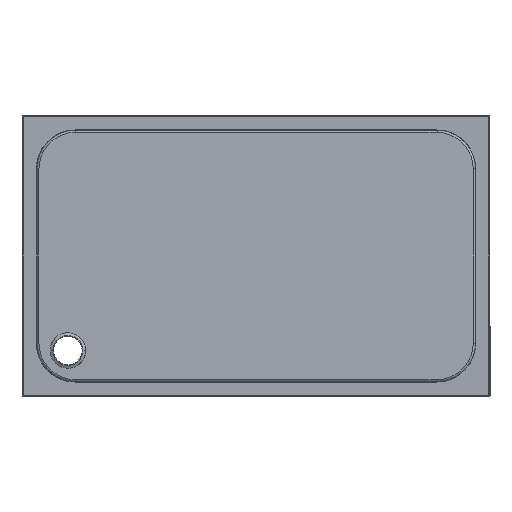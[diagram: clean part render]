
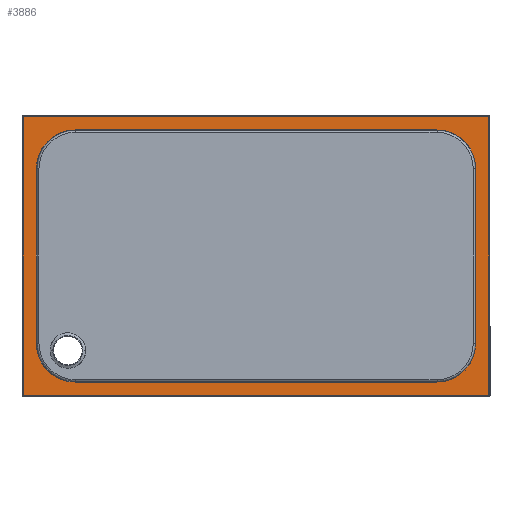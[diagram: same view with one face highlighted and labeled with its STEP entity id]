
A CAD part, front view. The second image highlights one B-rep face of the part: STEP entity #3886.
In plain terms, the highlighted planar face has unit normal (0, -1, 0).
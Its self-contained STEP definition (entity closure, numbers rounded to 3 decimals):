
#64 = VERTEX_POINT ( 'NONE', #2003 ) ;
#133 = CARTESIAN_POINT ( 'NONE',  ( -703.943, 46., -352.638 ) ) ;
#140 = CARTESIAN_POINT ( 'NONE',  ( 746., 46., 0. ) ) ;
#159 = CARTESIAN_POINT ( 'NONE',  ( 652.69, 46., -404. ) ) ;
#165 = LINE ( 'NONE', #3490, #1396 ) ;
#174 = VECTOR ( 'NONE', #2213, 1000. ) ;
#196 = DIRECTION ( 'NONE',  ( 0., 0., 1. ) ) ;
#333 = VECTOR ( 'NONE', #835, 1000. ) ;
#346 = AXIS2_PLACEMENT_3D ( 'NONE', #406, #4964, #843 ) ;
#357 = DIRECTION ( 'NONE',  ( 1., 0., 0. ) ) ;
#383 = ORIENTED_EDGE ( 'NONE', *, *, #2060, .F. ) ;
#391 = VERTEX_POINT ( 'NONE', #1445 ) ;
#402 =( BOUNDED_CURVE ( )  B_SPLINE_CURVE ( 3, ( #2227, #3506, #1469, #1854 ),
 .UNSPECIFIED., .F., .F. ) 
 B_SPLINE_CURVE_WITH_KNOTS ( ( 4, 4 ),
 ( 3.142, 4.712 ),
 .UNSPECIFIED. ) 
 CURVE ( )  GEOMETRIC_REPRESENTATION_ITEM ( )  RATIONAL_B_SPLINE_CURVE ( ( 1., 0.805, 0.805, 1. ) ) 
 REPRESENTATION_ITEM ( '' )  );
#406 = CARTESIAN_POINT ( 'NONE',  ( 0., 46., 0. ) ) ;
#536 = CARTESIAN_POINT ( 'NONE',  ( -703.943, 46., 280. ) ) ;
#575 =( BOUNDED_CURVE ( )  B_SPLINE_CURVE ( 3, ( #2530, #3810, #1250, #536 ),
 .UNSPECIFIED., .F., .F. ) 
 B_SPLINE_CURVE_WITH_KNOTS ( ( 4, 4 ),
 ( 4.712, 6.283 ),
 .UNSPECIFIED. ) 
 CURVE ( )  GEOMETRIC_REPRESENTATION_ITEM ( )  RATIONAL_B_SPLINE_CURVE ( ( 1., 0.805, 0.805, 1. ) ) 
 REPRESENTATION_ITEM ( '' )  );
#589 = EDGE_CURVE ( 'NONE', #1023, #1872, #165, .T. ) ;
#600 = CARTESIAN_POINT ( 'NONE',  ( -652.575, 46., -404. ) ) ;
#637 = CARTESIAN_POINT ( 'NONE',  ( -746., 46., 0. ) ) ;
#645 = ORIENTED_EDGE ( 'NONE', *, *, #1824, .F. ) ;
#770 = DIRECTION ( 'NONE',  ( -1., 0., 0. ) ) ;
#835 = DIRECTION ( 'NONE',  ( 1., 0., 0. ) ) ;
#843 = DIRECTION ( 'NONE',  ( 0., 0., 1. ) ) ;
#914 = CARTESIAN_POINT ( 'NONE',  ( 0., 46., 404. ) ) ;
#933 = LINE ( 'NONE', #3464, #3027 ) ;
#949 = ORIENTED_EDGE ( 'NONE', *, *, #1529, .F. ) ;
#975 = VERTEX_POINT ( 'NONE', #3780 ) ;
#1020 = EDGE_CURVE ( 'NONE', #64, #3021, #5064, .T. ) ;
#1023 = VERTEX_POINT ( 'NONE', #4240 ) ;
#1109 = VERTEX_POINT ( 'NONE', #3805 ) ;
#1147 = FACE_OUTER_BOUND ( 'NONE', #1508, .T. ) ;
#1150 = CARTESIAN_POINT ( 'NONE',  ( 0., 46., -404. ) ) ;
#1198 = FACE_BOUND ( 'NONE', #3057, .T. ) ;
#1221 = CARTESIAN_POINT ( 'NONE',  ( -579.93, 46., 404. ) ) ;
#1250 = CARTESIAN_POINT ( 'NONE',  ( -703.943, 46., 352.638 ) ) ;
#1251 = PLANE ( 'NONE',  #346 ) ;
#1291 = VECTOR ( 'NONE', #5107, 1000. ) ;
#1326 = EDGE_CURVE ( 'NONE', #3666, #391, #4511, .T. ) ;
#1396 = VECTOR ( 'NONE', #3979, 1000. ) ;
#1436 = ORIENTED_EDGE ( 'NONE', *, *, #1530, .F. ) ;
#1445 = CARTESIAN_POINT ( 'NONE',  ( 746., 46., 446. ) ) ;
#1469 = CARTESIAN_POINT ( 'NONE',  ( 652.69, 46., 404. ) ) ;
#1508 = EDGE_LOOP ( 'NONE', ( #2723, #645, #949, #2528 ) ) ;
#1529 = EDGE_CURVE ( 'NONE', #391, #1109, #3437, .T. ) ;
#1530 = EDGE_CURVE ( 'NONE', #975, #1756, #933, .T. ) ;
#1540 = CARTESIAN_POINT ( 'NONE',  ( 580.045, 46., -404. ) ) ;
#1756 = VERTEX_POINT ( 'NONE', #2488 ) ;
#1824 = EDGE_CURVE ( 'NONE', #1109, #4704, #2841, .T. ) ;
#1829 = CARTESIAN_POINT ( 'NONE',  ( 704.058, 46., -352.638 ) ) ;
#1851 = ORIENTED_EDGE ( 'NONE', *, *, #589, .F. ) ;
#1854 = CARTESIAN_POINT ( 'NONE',  ( 580.045, 46., 404. ) ) ;
#1872 = VERTEX_POINT ( 'NONE', #4685 ) ;
#1959 = EDGE_CURVE ( 'NONE', #1872, #4520, #5207, .T. ) ;
#2003 = CARTESIAN_POINT ( 'NONE',  ( 580.045, 46., 404. ) ) ;
#2060 = EDGE_CURVE ( 'NONE', #1756, #64, #402, .T. ) ;
#2120 = EDGE_CURVE ( 'NONE', #3288, #975, #5038, .T. ) ;
#2151 = CARTESIAN_POINT ( 'NONE',  ( -579.93, 46., -404. ) ) ;
#2213 = DIRECTION ( 'NONE',  ( -1., 0., 0. ) ) ;
#2227 = CARTESIAN_POINT ( 'NONE',  ( 704.058, 46., 280. ) ) ;
#2238 = VECTOR ( 'NONE', #770, 1000. ) ;
#2381 = ORIENTED_EDGE ( 'NONE', *, *, #2683, .F. ) ;
#2488 = CARTESIAN_POINT ( 'NONE',  ( 704.058, 46., 280. ) ) ;
#2528 = ORIENTED_EDGE ( 'NONE', *, *, #1326, .F. ) ;
#2530 = CARTESIAN_POINT ( 'NONE',  ( -579.93, 46., 404. ) ) ;
#2616 = ORIENTED_EDGE ( 'NONE', *, *, #1020, .F. ) ;
#2683 = EDGE_CURVE ( 'NONE', #3021, #1023, #575, .T. ) ;
#2723 = ORIENTED_EDGE ( 'NONE', *, *, #5119, .F. ) ;
#2747 = CARTESIAN_POINT ( 'NONE',  ( -703.943, 46., -280. ) ) ;
#2841 = LINE ( 'NONE', #4504, #2238 ) ;
#2905 = CARTESIAN_POINT ( 'NONE',  ( 0., 46., 446. ) ) ;
#3021 = VERTEX_POINT ( 'NONE', #1221 ) ;
#3027 = VECTOR ( 'NONE', #4615, 1000. ) ;
#3057 = EDGE_LOOP ( 'NONE', ( #1436, #3632, #3745, #3361, #1851, #2381, #2616, #383 ) ) ;
#3215 = CARTESIAN_POINT ( 'NONE',  ( -746., 46., -446. ) ) ;
#3288 = VERTEX_POINT ( 'NONE', #1540 ) ;
#3361 = ORIENTED_EDGE ( 'NONE', *, *, #1959, .F. ) ;
#3437 = LINE ( 'NONE', #140, #1291 ) ;
#3464 = CARTESIAN_POINT ( 'NONE',  ( 704.058, 46., 0. ) ) ;
#3490 = CARTESIAN_POINT ( 'NONE',  ( -703.943, 46., 0. ) ) ;
#3506 = CARTESIAN_POINT ( 'NONE',  ( 704.058, 46., 352.638 ) ) ;
#3632 = ORIENTED_EDGE ( 'NONE', *, *, #2120, .F. ) ;
#3666 = VERTEX_POINT ( 'NONE', #4439 ) ;
#3745 = ORIENTED_EDGE ( 'NONE', *, *, #4621, .F. ) ;
#3780 = CARTESIAN_POINT ( 'NONE',  ( 704.058, 46., -280. ) ) ;
#3805 = CARTESIAN_POINT ( 'NONE',  ( 746., 46., -446. ) ) ;
#3810 = CARTESIAN_POINT ( 'NONE',  ( -652.575, 46., 404. ) ) ;
#3886 = ADVANCED_FACE ( 'NONE', ( #1198, #1147 ), #1251, .F. ) ;
#3979 = DIRECTION ( 'NONE',  ( 0., 0., -1. ) ) ;
#4118 = LINE ( 'NONE', #1150, #5009 ) ;
#4240 = CARTESIAN_POINT ( 'NONE',  ( -703.943, 46., 280. ) ) ;
#4332 = CARTESIAN_POINT ( 'NONE',  ( 704.058, 46., -280. ) ) ;
#4419 = LINE ( 'NONE', #637, #4922 ) ;
#4439 = CARTESIAN_POINT ( 'NONE',  ( -746., 46., 446. ) ) ;
#4504 = CARTESIAN_POINT ( 'NONE',  ( 0., 46., -446. ) ) ;
#4511 = LINE ( 'NONE', #2905, #333 ) ;
#4520 = VERTEX_POINT ( 'NONE', #2151 ) ;
#4615 = DIRECTION ( 'NONE',  ( 0., 0., 1. ) ) ;
#4621 = EDGE_CURVE ( 'NONE', #4520, #3288, #4118, .T. ) ;
#4685 = CARTESIAN_POINT ( 'NONE',  ( -703.943, 46., -280. ) ) ;
#4704 = VERTEX_POINT ( 'NONE', #3215 ) ;
#4712 = CARTESIAN_POINT ( 'NONE',  ( -579.93, 46., -404. ) ) ;
#4793 = CARTESIAN_POINT ( 'NONE',  ( 580.045, 46., -404. ) ) ;
#4922 = VECTOR ( 'NONE', #196, 1000. ) ;
#4964 = DIRECTION ( 'NONE',  ( 0., 1., 0. ) ) ;
#5009 = VECTOR ( 'NONE', #357, 1000. ) ;
#5038 =( BOUNDED_CURVE ( )  B_SPLINE_CURVE ( 3, ( #4793, #159, #1829, #4332 ),
 .UNSPECIFIED., .F., .F. ) 
 B_SPLINE_CURVE_WITH_KNOTS ( ( 4, 4 ),
 ( 1.571, 3.142 ),
 .UNSPECIFIED. ) 
 CURVE ( )  GEOMETRIC_REPRESENTATION_ITEM ( )  RATIONAL_B_SPLINE_CURVE ( ( 1., 0.805, 0.805, 1. ) ) 
 REPRESENTATION_ITEM ( '' )  );
#5064 = LINE ( 'NONE', #914, #174 ) ;
#5107 = DIRECTION ( 'NONE',  ( 0., 0., -1. ) ) ;
#5119 = EDGE_CURVE ( 'NONE', #4704, #3666, #4419, .T. ) ;
#5207 =( BOUNDED_CURVE ( )  B_SPLINE_CURVE ( 3, ( #2747, #133, #600, #4712 ),
 .UNSPECIFIED., .F., .T. ) 
 B_SPLINE_CURVE_WITH_KNOTS ( ( 4, 4 ),
 ( 0., 1.571 ),
 .UNSPECIFIED. ) 
 CURVE ( )  GEOMETRIC_REPRESENTATION_ITEM ( )  RATIONAL_B_SPLINE_CURVE ( ( 1., 0.805, 0.805, 1. ) ) 
 REPRESENTATION_ITEM ( '' )  );
